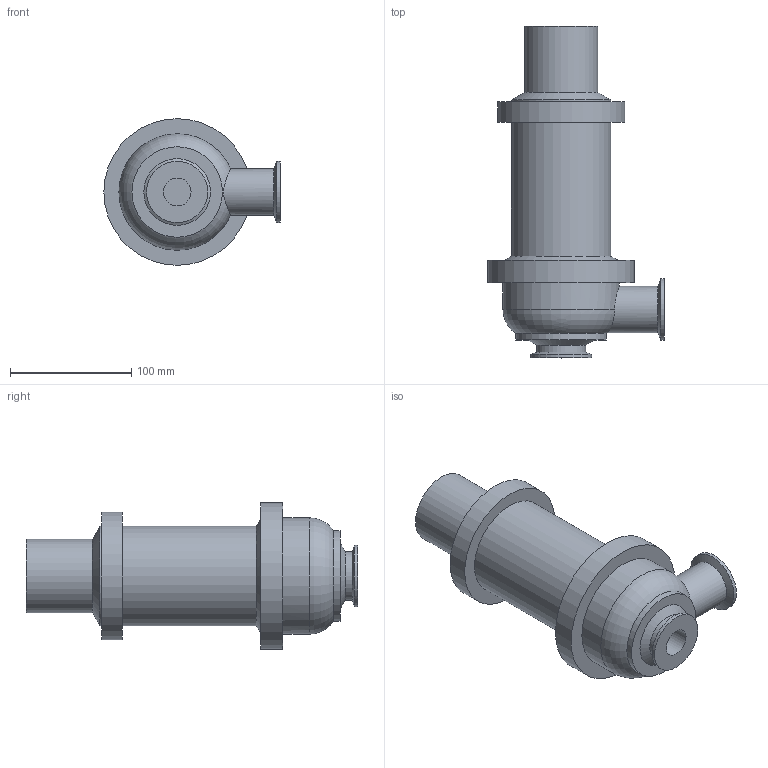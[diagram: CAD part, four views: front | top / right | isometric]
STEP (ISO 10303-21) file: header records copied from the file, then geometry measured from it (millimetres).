
FILE_DESCRIPTION(/* description */ (''),/* implementation_level */ '2;1');
FILE_NAME(/* name */ 'DRVL-10-1.stp',/* time_stamp */ '2024-04-03T16:52:01+09:00',/* author */ ('autocad33'),/* organization */ (''),/* preprocessor_version */ 'ST-DEVELOPER v19.2',/* originating_system */ 'Autodesk Inventor 2023',/* authorisation */ '');
FILE_SCHEMA (('AUTOMOTIVE_DESIGN { 1 0 10303 214 3 1 1 }'));
Length unit declared in the file: millimetre
Products named in the file (1): aaaDRVL-10-1
Bounding box: 145.5 x 273.8 x 121 mm (x, y, z)
Volume: 1479842.1 mm3; surface area: 109632 mm2
Topology: 1 solids, 1 shells, 29 faces, 53 edges, 33 vertices
Faces by surface type: cylinder 13, plane 10, cone 5, torus 1
Full cylindrical faces by diameter (mm): 23 x1, 35.7 x1, 38.1 x1, 40.5 x1, 50.5 x2, 60.5 x1, 74.658 x1, 82 x2, 96 x1, 105 x1, 121 x1
Entity records: 845 total; most frequent: CARTESIAN_POINT 176, DIRECTION 140, ORIENTED_EDGE 106, AXIS2_PLACEMENT_3D 61, EDGE_CURVE 53, EDGE_LOOP 36, VERTEX_POINT 33, CIRCLE 31
